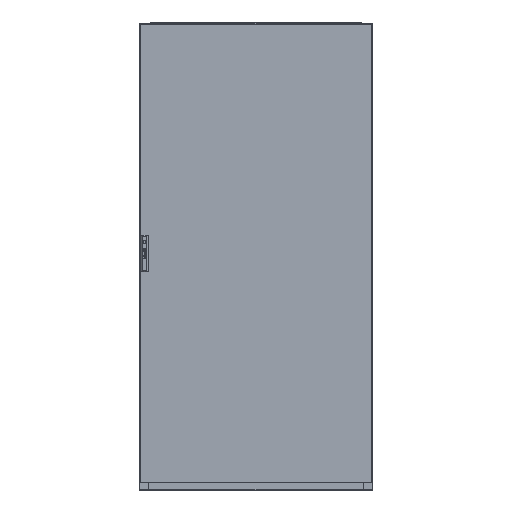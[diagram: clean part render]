
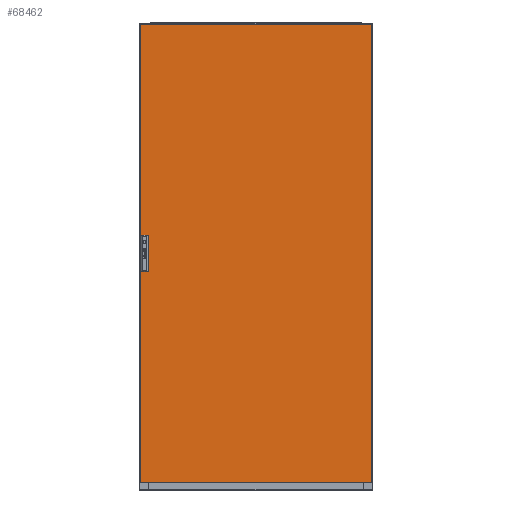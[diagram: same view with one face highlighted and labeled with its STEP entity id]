
A CAD part, top view. The second image highlights one B-rep face of the part: STEP entity #68462.
In plain terms, the highlighted planar face has unit normal (0, 0, 1).
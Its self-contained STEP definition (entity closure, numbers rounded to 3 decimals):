
#472 = LINE ( 'NONE', #6353, #21071 ) ;
#1496 = DIRECTION ( 'NONE',  ( 0., 1., 0. ) ) ;
#1870 = CARTESIAN_POINT ( 'NONE',  ( -493.4, 78.5, 0. ) ) ;
#2216 = DIRECTION ( 'NONE',  ( 0., 0., 1. ) ) ;
#2807 = VERTEX_POINT ( 'NONE', #66081 ) ;
#3590 = DIRECTION ( 'NONE',  ( 0., -1., 0. ) ) ;
#4215 = LINE ( 'NONE', #71384, #27484 ) ;
#6353 = CARTESIAN_POINT ( 'NONE',  ( -497., 983.5, 0. ) ) ;
#6786 = ORIENTED_EDGE ( 'NONE', *, *, #30062, .T. ) ;
#9341 = VERTEX_POINT ( 'NONE', #51121 ) ;
#11399 = EDGE_CURVE ( 'NONE', #9341, #72946, #4215, .T. ) ;
#12753 = ORIENTED_EDGE ( 'NONE', *, *, #78818, .F. ) ;
#13298 = CARTESIAN_POINT ( 'NONE',  ( -493.4, 78.5, 0. ) ) ;
#16914 = FACE_OUTER_BOUND ( 'NONE', #108625, .T. ) ;
#18409 = VERTEX_POINT ( 'NONE', #84615 ) ;
#20764 = DIRECTION ( 'NONE',  ( 0., -1., 0. ) ) ;
#21071 = VECTOR ( 'NONE', #102309, 1000. ) ;
#24024 = ORIENTED_EDGE ( 'NONE', *, *, #85304, .T. ) ;
#26410 = ORIENTED_EDGE ( 'NONE', *, *, #32575, .T. ) ;
#27484 = VECTOR ( 'NONE', #1496, 1000. ) ;
#30028 = VECTOR ( 'NONE', #78549, 1000. ) ;
#30062 = EDGE_CURVE ( 'NONE', #2807, #9341, #99698, .T. ) ;
#32575 = EDGE_CURVE ( 'NONE', #71596, #64061, #80756, .T. ) ;
#32833 = DIRECTION ( 'NONE',  ( -1., 0., 0. ) ) ;
#35465 = CARTESIAN_POINT ( 'NONE',  ( -463., 78.5, 0. ) ) ;
#37914 = CARTESIAN_POINT ( 'NONE',  ( 497., 983.5, 0. ) ) ;
#40415 = CARTESIAN_POINT ( 'NONE',  ( -493.4, -78.5, 0. ) ) ;
#42687 = ORIENTED_EDGE ( 'NONE', *, *, #105444, .F. ) ;
#44919 = EDGE_CURVE ( 'NONE', #72946, #104105, #97899, .T. ) ;
#45209 = ORIENTED_EDGE ( 'NONE', *, *, #45425, .T. ) ;
#45425 = EDGE_CURVE ( 'NONE', #64061, #18409, #83994, .T. ) ;
#45815 = CARTESIAN_POINT ( 'NONE',  ( 0., 0., 0. ) ) ;
#45848 = DIRECTION ( 'NONE',  ( 1., 0., 0. ) ) ;
#46204 = EDGE_LOOP ( 'NONE', ( #26410, #45209, #12753, #42687 ) ) ;
#51121 = CARTESIAN_POINT ( 'NONE',  ( 497., -983.5, 0. ) ) ;
#51169 = CARTESIAN_POINT ( 'NONE',  ( -497., 983.5, 0. ) ) ;
#51813 = CARTESIAN_POINT ( 'NONE',  ( -497., -983.5, 0. ) ) ;
#54318 = LINE ( 'NONE', #40415, #77540 ) ;
#54590 = PLANE ( 'NONE',  #107373 ) ;
#60934 = ORIENTED_EDGE ( 'NONE', *, *, #44919, .T. ) ;
#62245 = LINE ( 'NONE', #64228, #106073 ) ;
#63315 = DIRECTION ( 'NONE',  ( 1., 0., 0. ) ) ;
#64061 = VERTEX_POINT ( 'NONE', #35465 ) ;
#64228 = CARTESIAN_POINT ( 'NONE',  ( -493.4, 0., 0. ) ) ;
#64698 = CARTESIAN_POINT ( 'NONE',  ( -463., 0., 0. ) ) ;
#66081 = CARTESIAN_POINT ( 'NONE',  ( -497., -983.5, 0. ) ) ;
#68462 = ADVANCED_FACE ( 'NONE', ( #104470, #16914 ), #54590, .T. ) ;
#71384 = CARTESIAN_POINT ( 'NONE',  ( 497., 983.5, 0. ) ) ;
#71596 = VERTEX_POINT ( 'NONE', #13298 ) ;
#72946 = VERTEX_POINT ( 'NONE', #37914 ) ;
#76924 = VERTEX_POINT ( 'NONE', #82844 ) ;
#77540 = VECTOR ( 'NONE', #92623, 1000. ) ;
#78549 = DIRECTION ( 'NONE',  ( 1., 0., 0. ) ) ;
#78818 = EDGE_CURVE ( 'NONE', #76924, #18409, #54318, .T. ) ;
#78852 = ORIENTED_EDGE ( 'NONE', *, *, #11399, .T. ) ;
#80756 = LINE ( 'NONE', #1870, #101314 ) ;
#82844 = CARTESIAN_POINT ( 'NONE',  ( -493.4, -78.5, 0. ) ) ;
#83994 = LINE ( 'NONE', #64698, #104664 ) ;
#84615 = CARTESIAN_POINT ( 'NONE',  ( -463., -78.5, 0. ) ) ;
#85304 = EDGE_CURVE ( 'NONE', #104105, #2807, #472, .T. ) ;
#92623 = DIRECTION ( 'NONE',  ( 1., 0., 0. ) ) ;
#95153 = VECTOR ( 'NONE', #32833, 1000. ) ;
#97899 = LINE ( 'NONE', #102334, #95153 ) ;
#99698 = LINE ( 'NONE', #51813, #30028 ) ;
#101314 = VECTOR ( 'NONE', #45848, 1000. ) ;
#102309 = DIRECTION ( 'NONE',  ( 0., -1., 0. ) ) ;
#102334 = CARTESIAN_POINT ( 'NONE',  ( -497., 983.5, 0. ) ) ;
#104105 = VERTEX_POINT ( 'NONE', #51169 ) ;
#104470 = FACE_BOUND ( 'NONE', #46204, .T. ) ;
#104664 = VECTOR ( 'NONE', #3590, 1000. ) ;
#105444 = EDGE_CURVE ( 'NONE', #71596, #76924, #62245, .T. ) ;
#106073 = VECTOR ( 'NONE', #20764, 1000. ) ;
#107373 = AXIS2_PLACEMENT_3D ( 'NONE', #45815, #2216, #63315 ) ;
#108625 = EDGE_LOOP ( 'NONE', ( #78852, #60934, #24024, #6786 ) ) ;
